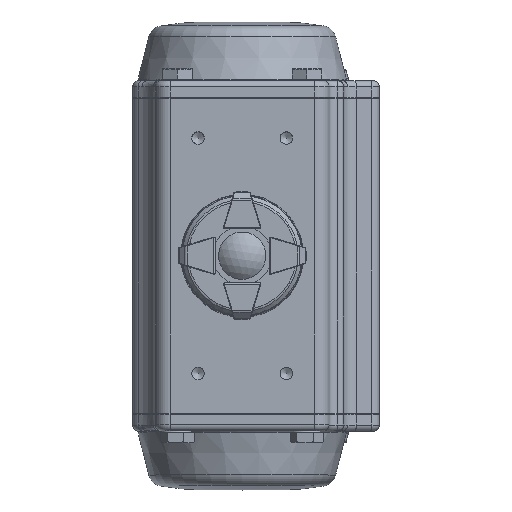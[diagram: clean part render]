
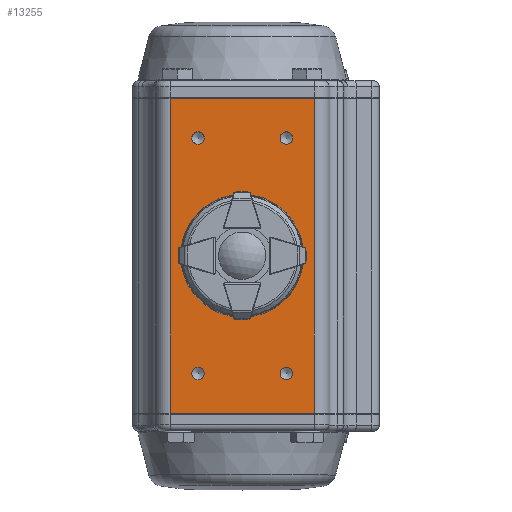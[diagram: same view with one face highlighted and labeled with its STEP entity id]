
A CAD part, top view. The second image highlights one B-rep face of the part: STEP entity #13255.
In plain terms, the highlighted face is planar.
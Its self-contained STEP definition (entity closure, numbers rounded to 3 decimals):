
#1265=CIRCLE('',#15519,2.1);
#1267=CIRCLE('',#15523,2.1);
#1269=CIRCLE('',#15527,2.1);
#1271=CIRCLE('',#15531,2.1);
#1273=CIRCLE('',#15534,12.45);
#3372=ORIENTED_EDGE('',*,*,#6327,.F.);
#3373=ORIENTED_EDGE('',*,*,#6422,.F.);
#3374=ORIENTED_EDGE('',*,*,#6389,.T.);
#3375=ORIENTED_EDGE('',*,*,#6423,.T.);
#3376=ORIENTED_EDGE('',*,*,#6284,.T.);
#3377=ORIENTED_EDGE('',*,*,#6282,.F.);
#3378=ORIENTED_EDGE('',*,*,#6280,.F.);
#3379=ORIENTED_EDGE('',*,*,#6278,.F.);
#3380=ORIENTED_EDGE('',*,*,#6276,.F.);
#6276=EDGE_CURVE('',#8055,#8055,#1265,.T.);
#6278=EDGE_CURVE('',#8058,#8058,#1267,.T.);
#6280=EDGE_CURVE('',#8061,#8061,#1269,.T.);
#6282=EDGE_CURVE('',#8064,#8064,#1271,.T.);
#6284=EDGE_CURVE('',#8066,#8066,#1273,.T.);
#6327=EDGE_CURVE('',#8098,#8099,#9103,.T.);
#6389=EDGE_CURVE('',#8161,#8160,#9129,.T.);
#6422=EDGE_CURVE('',#8161,#8098,#9145,.T.);
#6423=EDGE_CURVE('',#8160,#8099,#9146,.T.);
#8055=VERTEX_POINT('',#22772);
#8058=VERTEX_POINT('',#22779);
#8061=VERTEX_POINT('',#22786);
#8064=VERTEX_POINT('',#22793);
#8066=VERTEX_POINT('',#22798);
#8098=VERTEX_POINT('',#22884);
#8099=VERTEX_POINT('',#22886);
#8160=VERTEX_POINT('',#23009);
#8161=VERTEX_POINT('',#23011);
#9103=LINE('',#22885,#9923);
#9129=LINE('',#23010,#9949);
#9145=LINE('',#23075,#9965);
#9146=LINE('',#23077,#9966);
#9923=VECTOR('',#17901,1000.);
#9949=VECTOR('',#18001,1000.);
#9965=VECTOR('',#18059,1000.);
#9966=VECTOR('',#18062,1000.);
#10926=EDGE_LOOP('',(#3372,#3373,#3374,#3375));
#10927=EDGE_LOOP('',(#3376));
#10928=EDGE_LOOP('',(#3377));
#10929=EDGE_LOOP('',(#3378));
#10930=EDGE_LOOP('',(#3379));
#10931=EDGE_LOOP('',(#3380));
#12007=FACE_BOUND('',#10926,.T.);
#12008=FACE_BOUND('',#10927,.T.);
#12009=FACE_BOUND('',#10928,.T.);
#12010=FACE_BOUND('',#10929,.T.);
#12011=FACE_BOUND('',#10930,.T.);
#12012=FACE_BOUND('',#10931,.T.);
#12763=PLANE('',#15660);
#13255=ADVANCED_FACE('',(#12007,#12008,#12009,#12010,#12011,#12012),#12763,
 .T.);
#15519=AXIS2_PLACEMENT_3D('',#22771,#17786,#17787);
#15523=AXIS2_PLACEMENT_3D('',#22778,#17794,#17795);
#15527=AXIS2_PLACEMENT_3D('',#22785,#17802,#17803);
#15531=AXIS2_PLACEMENT_3D('',#22792,#17810,#17811);
#15534=AXIS2_PLACEMENT_3D('',#22797,#17816,#17817);
#15660=AXIS2_PLACEMENT_3D('',#23213,#18203,#18204);
#17786=DIRECTION('',(0.,1.,0.));
#17787=DIRECTION('',(0.,0.,1.));
#17794=DIRECTION('',(0.,1.,0.));
#17795=DIRECTION('',(0.,0.,1.));
#17802=DIRECTION('',(0.,1.,0.));
#17803=DIRECTION('',(0.,0.,1.));
#17810=DIRECTION('',(0.,1.,0.));
#17811=DIRECTION('',(0.,0.,1.));
#17816=DIRECTION('',(0.,-1.,0.));
#17817=DIRECTION('',(0.,0.,1.));
#17901=DIRECTION('',(1.,0.,0.));
#18001=DIRECTION('',(1.,0.,0.));
#18059=DIRECTION('',(0.,0.,-1.));
#18062=DIRECTION('',(0.,0.,-1.));
#18203=DIRECTION('',(0.,1.,0.));
#18204=DIRECTION('',(1.,0.,0.));
#22771=CARTESIAN_POINT('',(-15.,42.35,40.));
#22772=CARTESIAN_POINT('',(-15.,42.35,42.1));
#22778=CARTESIAN_POINT('',(15.,42.35,40.));
#22779=CARTESIAN_POINT('',(15.,42.35,42.1));
#22785=CARTESIAN_POINT('',(15.,42.35,-40.));
#22786=CARTESIAN_POINT('',(15.,42.35,-37.9));
#22792=CARTESIAN_POINT('',(-15.,42.35,-40.));
#22793=CARTESIAN_POINT('',(-15.,42.35,-37.9));
#22797=CARTESIAN_POINT('',(0.,42.35,0.));
#22798=CARTESIAN_POINT('',(0.,42.35,12.45));
#22884=CARTESIAN_POINT('',(-24.5,42.35,-53.5));
#22885=CARTESIAN_POINT('',(-24.5,42.35,-53.5));
#22886=CARTESIAN_POINT('',(24.5,42.35,-53.5));
#23009=CARTESIAN_POINT('',(24.5,42.35,53.5));
#23010=CARTESIAN_POINT('',(-24.5,42.35,53.5));
#23011=CARTESIAN_POINT('',(-24.5,42.35,53.5));
#23075=CARTESIAN_POINT('',(-24.5,42.35,53.5));
#23077=CARTESIAN_POINT('',(24.5,42.35,53.5));
#23213=CARTESIAN_POINT('',(-24.5,42.35,53.5));
